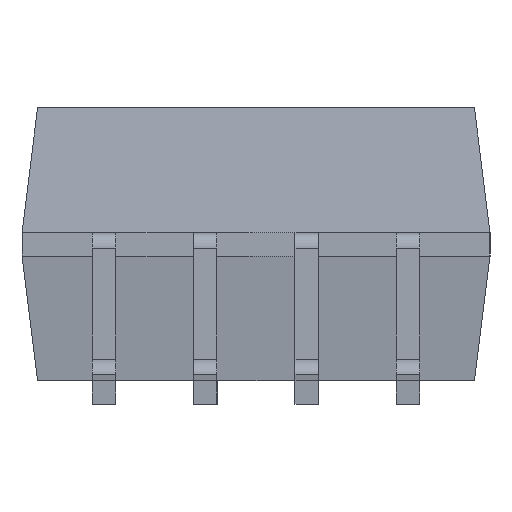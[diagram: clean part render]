
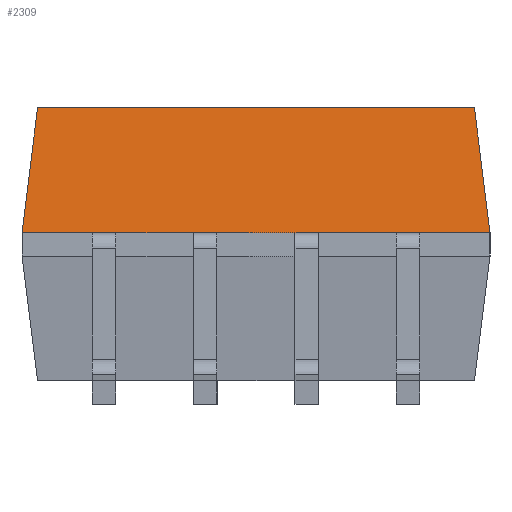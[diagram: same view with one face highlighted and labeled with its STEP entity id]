
A CAD part, left-side view. The second image highlights one B-rep face of the part: STEP entity #2309.
In plain terms, the highlighted planar face has unit normal (-0.992, 0, 0.124).
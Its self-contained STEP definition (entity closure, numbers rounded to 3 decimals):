
#160=LINE('',#3454,#420);
#187=LINE('',#3521,#447);
#214=LINE('',#3588,#474);
#215=LINE('',#3591,#475);
#218=LINE('',#3596,#478);
#220=LINE('',#3599,#480);
#224=LINE('',#3606,#484);
#250=LINE('',#3670,#510);
#251=LINE('',#3673,#511);
#267=LINE('',#3703,#527);
#270=LINE('',#3709,#530);
#272=LINE('',#3713,#532);
#420=VECTOR('',#2836,10.);
#447=VECTOR('',#2899,10.);
#474=VECTOR('',#2962,10.);
#475=VECTOR('',#2965,10.);
#478=VECTOR('',#2970,10.);
#480=VECTOR('',#2974,10.);
#484=VECTOR('',#2980,10.);
#510=VECTOR('',#3042,10.);
#511=VECTOR('',#3045,10.);
#527=VECTOR('',#3075,10.);
#530=VECTOR('',#3080,10.);
#532=VECTOR('',#3086,10.);
#678=FACE_OUTER_BOUND('',#800,.T.);
#800=EDGE_LOOP('',(#1957,#1958,#1959,#1960,#1961,#1962,#1963,#1964,#1965,
#1966,#1967,#1968));
#965=VERTEX_POINT('',#3440);
#968=VERTEX_POINT('',#3450);
#987=VERTEX_POINT('',#3507);
#990=VERTEX_POINT('',#3517);
#1009=VERTEX_POINT('',#3574);
#1012=VERTEX_POINT('',#3584);
#1013=VERTEX_POINT('',#3590);
#1016=VERTEX_POINT('',#3604);
#1034=VERTEX_POINT('',#3658);
#1037=VERTEX_POINT('',#3672);
#1044=VERTEX_POINT('',#3701);
#1046=VERTEX_POINT('',#3707);
#1225=EDGE_CURVE('',#965,#968,#160,.T.);
#1258=EDGE_CURVE('',#987,#990,#187,.T.);
#1291=EDGE_CURVE('',#1009,#1012,#214,.T.);
#1292=EDGE_CURVE('',#1013,#1009,#215,.T.);
#1295=EDGE_CURVE('',#1012,#987,#218,.T.);
#1297=EDGE_CURVE('',#990,#965,#220,.T.);
#1301=EDGE_CURVE('',#968,#1016,#224,.T.);
#1333=EDGE_CURVE('',#1034,#1013,#250,.T.);
#1334=EDGE_CURVE('',#1037,#1034,#251,.T.);
#1350=EDGE_CURVE('',#1044,#1016,#267,.T.);
#1353=EDGE_CURVE('',#1044,#1046,#270,.T.);
#1355=EDGE_CURVE('',#1046,#1037,#272,.T.);
#1957=ORIENTED_EDGE('',*,*,#1350,.F.);
#1958=ORIENTED_EDGE('',*,*,#1353,.T.);
#1959=ORIENTED_EDGE('',*,*,#1355,.T.);
#1960=ORIENTED_EDGE('',*,*,#1334,.T.);
#1961=ORIENTED_EDGE('',*,*,#1333,.T.);
#1962=ORIENTED_EDGE('',*,*,#1292,.T.);
#1963=ORIENTED_EDGE('',*,*,#1291,.T.);
#1964=ORIENTED_EDGE('',*,*,#1295,.T.);
#1965=ORIENTED_EDGE('',*,*,#1258,.T.);
#1966=ORIENTED_EDGE('',*,*,#1297,.T.);
#1967=ORIENTED_EDGE('',*,*,#1225,.T.);
#1968=ORIENTED_EDGE('',*,*,#1301,.T.);
#2069=PLANE('',#2487);
#2309=ADVANCED_FACE('',(#678),#2069,.T.);
#2487=AXIS2_PLACEMENT_3D('',#3712,#3084,#3085);
#2836=DIRECTION('',(0.,-1.,0.));
#2899=DIRECTION('',(0.,-1.,0.));
#2962=DIRECTION('',(0.,-1.,0.));
#2965=DIRECTION('',(0.,-1.,0.));
#2970=DIRECTION('',(0.,-1.,0.));
#2974=DIRECTION('',(0.,-1.,0.));
#2980=DIRECTION('',(0.,-1.,0.));
#3042=DIRECTION('',(0.,-1.,0.));
#3045=DIRECTION('',(0.,-1.,0.));
#3075=DIRECTION('',(-0.123,-0.123,-0.985));
#3080=DIRECTION('',(0.,1.,0.));
#3084=DIRECTION('center_axis',(-0.992,0.,
0.124));
#3085=DIRECTION('ref_axis',(0.124,0.,0.992));
#3086=DIRECTION('',(-0.123,0.123,-0.985));
#3440=CARTESIAN_POINT('',(-2.65,-0.9,1.));
#3450=CARTESIAN_POINT('',(-2.65,-1.05,1.));
#3454=CARTESIAN_POINT('',(-2.65,1.125,1.));
#3507=CARTESIAN_POINT('',(-2.65,-0.25,1.));
#3517=CARTESIAN_POINT('',(-2.65,-0.4,1.));
#3521=CARTESIAN_POINT('',(-2.65,1.125,1.));
#3574=CARTESIAN_POINT('',(-2.65,0.4,1.));
#3584=CARTESIAN_POINT('',(-2.65,0.25,1.));
#3588=CARTESIAN_POINT('',(-2.65,1.125,1.));
#3590=CARTESIAN_POINT('',(-2.65,0.9,1.));
#3591=CARTESIAN_POINT('',(-2.65,1.125,1.));
#3596=CARTESIAN_POINT('',(-2.65,1.125,1.));
#3599=CARTESIAN_POINT('',(-2.65,1.125,1.));
#3604=CARTESIAN_POINT('',(-2.65,-1.5,1.));
#3606=CARTESIAN_POINT('',(-2.65,1.125,1.));
#3658=CARTESIAN_POINT('',(-2.65,1.05,1.));
#3670=CARTESIAN_POINT('',(-2.65,1.125,1.));
#3672=CARTESIAN_POINT('',(-2.65,1.5,1.));
#3673=CARTESIAN_POINT('',(-2.65,1.125,1.));
#3701=CARTESIAN_POINT('',(-2.55,-1.4,1.8));
#3703=CARTESIAN_POINT('',(-2.566,-1.416,1.673));
#3707=CARTESIAN_POINT('',(-2.55,1.4,1.8));
#3709=CARTESIAN_POINT('',(-2.55,1.125,1.8));
#3712=CARTESIAN_POINT('Origin',(-2.6,1.125,1.4));
#3713=CARTESIAN_POINT('',(-2.563,1.413,1.698));
